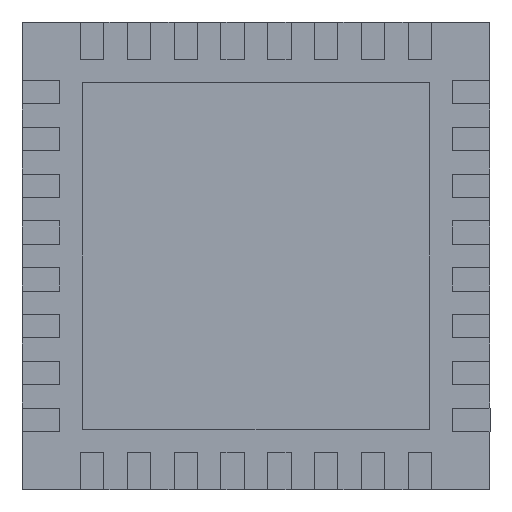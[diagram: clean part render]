
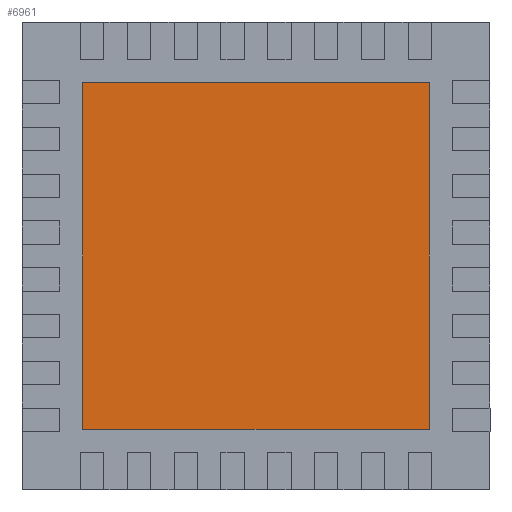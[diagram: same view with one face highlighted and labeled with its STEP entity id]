
A CAD part, front view. The second image highlights one B-rep face of the part: STEP entity #6961.
In plain terms, the highlighted planar face has unit normal (0, -1, 0).
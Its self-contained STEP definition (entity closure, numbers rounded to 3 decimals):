
#179 = CARTESIAN_POINT ( 'NONE',  ( 4.35, -0.05, -4.35 ) ) ;
#874 = VECTOR ( 'NONE', #15841, 1000. ) ;
#2746 = EDGE_CURVE ( 'NONE', #14244, #32701, #11335, .T. ) ;
#2886 = VERTEX_POINT ( 'NONE', #17867 ) ;
#5040 = CARTESIAN_POINT ( 'NONE',  ( 0.65, -0.05, -0.65 ) ) ;
#5678 = EDGE_CURVE ( 'NONE', #17548, #14244, #15814, .T. ) ;
#6961 = ADVANCED_FACE ( 'NONE', ( #11690 ), #24971, .T. ) ;
#7911 = ORIENTED_EDGE ( 'NONE', *, *, #5678, .T. ) ;
#8044 = LINE ( 'NONE', #5040, #874 ) ;
#8852 = DIRECTION ( 'NONE',  ( 0., -1., 0. ) ) ;
#9006 = VECTOR ( 'NONE', #24173, 1000. ) ;
#10498 = DIRECTION ( 'NONE',  ( 0., 0., 1. ) ) ;
#11335 = LINE ( 'NONE', #13807, #28234 ) ;
#11690 = FACE_OUTER_BOUND ( 'NONE', #33242, .T. ) ;
#13807 = CARTESIAN_POINT ( 'NONE',  ( 0.65, -0.05, -0.65 ) ) ;
#14244 = VERTEX_POINT ( 'NONE', #29795 ) ;
#15814 = LINE ( 'NONE', #34763, #28856 ) ;
#15841 = DIRECTION ( 'NONE',  ( 0., 0., -1. ) ) ;
#16993 = DIRECTION ( 'NONE',  ( 0., 0., -1. ) ) ;
#17548 = VERTEX_POINT ( 'NONE', #179 ) ;
#17867 = CARTESIAN_POINT ( 'NONE',  ( 0.65, -0.05, -4.35 ) ) ;
#20540 = EDGE_CURVE ( 'NONE', #32701, #2886, #8044, .T. ) ;
#20810 = CARTESIAN_POINT ( 'NONE',  ( 0.65, -0.05, -4.35 ) ) ;
#21175 = ORIENTED_EDGE ( 'NONE', *, *, #2746, .T. ) ;
#21779 = ORIENTED_EDGE ( 'NONE', *, *, #20540, .T. ) ;
#24173 = DIRECTION ( 'NONE',  ( 1., 0., 0. ) ) ;
#24612 = DIRECTION ( 'NONE',  ( -1., 0., 0. ) ) ;
#24971 = PLANE ( 'NONE',  #26853 ) ;
#26853 = AXIS2_PLACEMENT_3D ( 'NONE', #33122, #8852, #16993 ) ;
#28234 = VECTOR ( 'NONE', #24612, 1000. ) ;
#28856 = VECTOR ( 'NONE', #10498, 1000. ) ;
#29335 = ORIENTED_EDGE ( 'NONE', *, *, #31891, .T. ) ;
#29475 = LINE ( 'NONE', #20810, #9006 ) ;
#29795 = CARTESIAN_POINT ( 'NONE',  ( 4.35, -0.05, -0.65 ) ) ;
#31891 = EDGE_CURVE ( 'NONE', #2886, #17548, #29475, .T. ) ;
#32275 = CARTESIAN_POINT ( 'NONE',  ( 0.65, -0.05, -0.65 ) ) ;
#32701 = VERTEX_POINT ( 'NONE', #32275 ) ;
#33122 = CARTESIAN_POINT ( 'NONE',  ( 0., -0.05, 0. ) ) ;
#33242 = EDGE_LOOP ( 'NONE', ( #21779, #29335, #7911, #21175 ) ) ;
#34763 = CARTESIAN_POINT ( 'NONE',  ( 4.35, -0.05, -0.65 ) ) ;
